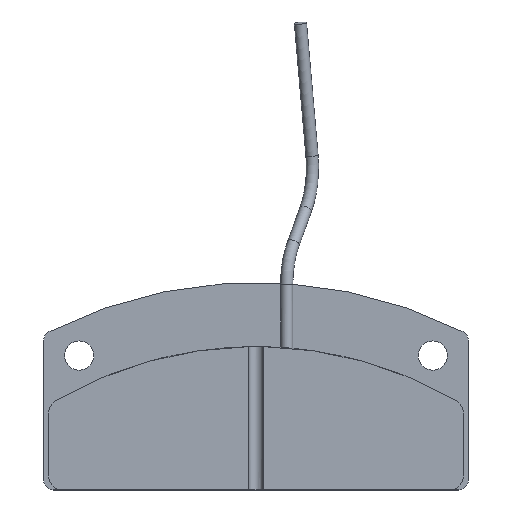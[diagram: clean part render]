
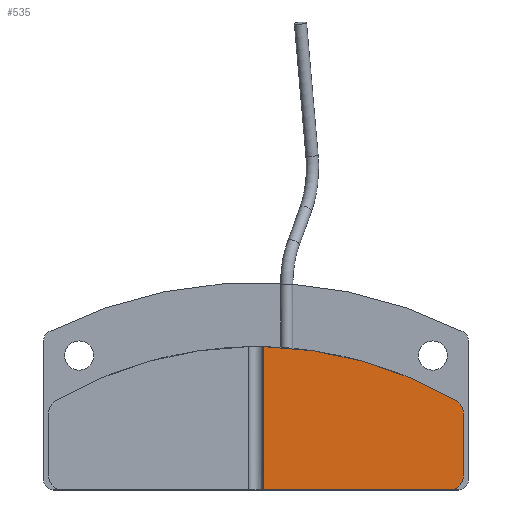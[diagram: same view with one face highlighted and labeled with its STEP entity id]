
A CAD part, top view. The second image highlights one B-rep face of the part: STEP entity #535.
In plain terms, the highlighted planar face has unit normal (0, 0, 1).
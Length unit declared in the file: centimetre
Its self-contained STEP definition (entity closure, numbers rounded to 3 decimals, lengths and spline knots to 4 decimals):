
#23=LINE('',#905,#61);
#24=LINE('',#907,#62);
#25=LINE('',#908,#63);
#61=VECTOR('',#679,1.3299);
#62=VECTOR('',#680,3.0387);
#63=VECTOR('',#681,3.95);
#99=PLANE('',#581);
#146=FACE_OUTER_BOUND('',#182,.T.);
#182=EDGE_LOOP('',(#401,#402,#403,#404,#405,#406));
#220=CIRCLE('',#577,8.4265);
#221=CIRCLE('',#579,0.3);
#223=CIRCLE('',#582,0.3);
#254=VERTEX_POINT('',#862);
#260=VERTEX_POINT('',#892);
#261=VERTEX_POINT('',#896);
#263=VERTEX_POINT('',#902);
#264=VERTEX_POINT('',#903);
#265=VERTEX_POINT('',#906);
#314=EDGE_CURVE('',#260,#254,#220,.T.);
#315=EDGE_CURVE('',#254,#261,#221,.T.);
#318=EDGE_CURVE('',#263,#264,#223,.T.);
#319=EDGE_CURVE('',#261,#263,#23,.T.);
#320=EDGE_CURVE('',#260,#265,#24,.T.);
#321=EDGE_CURVE('',#264,#265,#25,.T.);
#401=ORIENTED_EDGE('',*,*,#318,.F.);
#402=ORIENTED_EDGE('',*,*,#319,.F.);
#403=ORIENTED_EDGE('',*,*,#315,.F.);
#404=ORIENTED_EDGE('',*,*,#314,.F.);
#405=ORIENTED_EDGE('',*,*,#320,.T.);
#406=ORIENTED_EDGE('',*,*,#321,.F.);
#535=ADVANCED_FACE('',(#146),#99,.T.);
#577=AXIS2_PLACEMENT_3D('',#894,#666,#667);
#579=AXIS2_PLACEMENT_3D('',#897,#670,#671);
#581=AXIS2_PLACEMENT_3D('',#901,#675,#676);
#582=AXIS2_PLACEMENT_3D('',#904,#677,#678);
#666=DIRECTION('center_axis',(0.,0.,-1.));
#667=DIRECTION('ref_axis',(0.018,1.,0.));
#670=DIRECTION('center_axis',(0.,0.,-1.));
#671=DIRECTION('ref_axis',(0.867,0.498,0.));
#675=DIRECTION('center_axis',(0.,0.,1.));
#676=DIRECTION('ref_axis',(1.,0.,0.));
#677=DIRECTION('center_axis',(0.,0.,-1.));
#678=DIRECTION('ref_axis',(1.,0.,0.));
#679=DIRECTION('',(0.,-1.,0.));
#680=DIRECTION('',(0.,-1.,0.));
#681=DIRECTION('',(-1.,0.,0.));
#862=CARTESIAN_POINT('',(4.2514,-0.3111,0.8));
#892=CARTESIAN_POINT('',(0.15,0.8387,0.8));
#894=CARTESIAN_POINT('Origin',(0.,-7.5865,0.8));
#896=CARTESIAN_POINT('',(4.4,-0.5701,0.8));
#897=CARTESIAN_POINT('Origin',(4.1,-0.5701,0.8));
#901=CARTESIAN_POINT('Origin',(-0.0625,-2.3519,0.8));
#902=CARTESIAN_POINT('',(4.4,-1.9,0.8));
#903=CARTESIAN_POINT('',(4.1,-2.2,0.8));
#904=CARTESIAN_POINT('Origin',(4.1,-1.9,0.8));
#905=CARTESIAN_POINT('',(4.4,-0.5701,0.8));
#906=CARTESIAN_POINT('',(0.15,-2.2,0.8));
#907=CARTESIAN_POINT('',(0.15,0.8387,0.8));
#908=CARTESIAN_POINT('',(4.1,-2.2,0.8));
